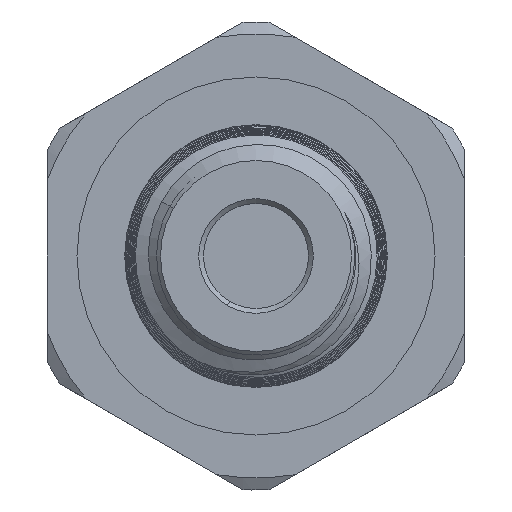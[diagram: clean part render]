
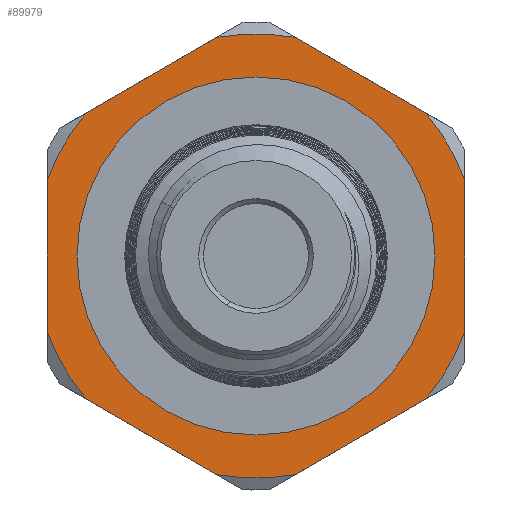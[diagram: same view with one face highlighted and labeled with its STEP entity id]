
A CAD part, left-side view. The second image highlights one B-rep face of the part: STEP entity #89979.
In plain terms, the highlighted planar face has unit normal (-1, 0, 0).
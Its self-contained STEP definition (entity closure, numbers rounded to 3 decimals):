
#31696=DIRECTION('',(0.,-0.866,-0.5));
#31697=VECTOR('',#31696,8.03);
#31698=CARTESIAN_POINT('',(-30.48,-1.469,11.022));
#31699=LINE('',#31698,#31697);
#31700=CARTESIAN_POINT('',(-30.48,0.61,-0.61));
#31701=DIRECTION('',(1.,0.,0.));
#31702=DIRECTION('',(0.,-0.765,0.645));
#31703=AXIS2_PLACEMENT_3D('',#31700,#31701,#31702);
#31705=DIRECTION('',(0.,0.,-1.));
#31706=VECTOR('',#31705,8.03);
#31707=CARTESIAN_POINT('',(-30.48,-10.503,3.405));
#31708=LINE('',#31707,#31706);
#31709=DIRECTION('',(0.,0.866,-0.5));
#31710=VECTOR('',#31709,8.03);
#31711=CARTESIAN_POINT('',(-30.48,-8.424,-8.226));
#31712=LINE('',#31711,#31710);
#31713=CARTESIAN_POINT('',(-30.48,0.61,-0.61));
#31714=DIRECTION('',(1.,0.,0.));
#31715=DIRECTION('',(0.,-0.176,-0.984));
#31716=AXIS2_PLACEMENT_3D('',#31713,#31714,#31715);
#31718=DIRECTION('',(0.,0.866,0.5));
#31719=VECTOR('',#31718,8.03);
#31720=CARTESIAN_POINT('',(-30.48,2.689,-12.241));
#31721=LINE('',#31720,#31719);
#31722=CARTESIAN_POINT('',(-30.48,0.61,-0.61));
#31723=DIRECTION('',(1.,0.,0.));
#31724=DIRECTION('',(0.,0.765,-0.645));
#31725=AXIS2_PLACEMENT_3D('',#31722,#31723,#31724);
#31727=DIRECTION('',(0.,0.,1.));
#31728=VECTOR('',#31727,8.03);
#31729=CARTESIAN_POINT('',(-30.48,11.722,-4.625));
#31730=LINE('',#31729,#31728);
#31731=DIRECTION('',(0.,-0.866,0.5));
#31732=VECTOR('',#31731,8.03);
#31733=CARTESIAN_POINT('',(-30.48,9.643,7.007));
#31734=LINE('',#31733,#31732);
#31735=CARTESIAN_POINT('',(-30.48,0.61,-0.61));
#31736=DIRECTION('',(1.,0.,0.));
#31737=DIRECTION('',(0.,0.176,0.984));
#31738=AXIS2_PLACEMENT_3D('',#31735,#31736,#31737);
#31740=CARTESIAN_POINT('',(-30.48,0.61,-0.61));
#31741=DIRECTION('',(-1.,0.,0.));
#31742=DIRECTION('',(0.,0.866,0.5));
#31743=AXIS2_PLACEMENT_3D('',#31740,#31741,#31742);
#31745=CARTESIAN_POINT('',(-30.48,0.61,-0.61));
#31746=DIRECTION('',(-1.,0.,0.));
#31747=DIRECTION('',(0.,-0.866,-0.5));
#31748=AXIS2_PLACEMENT_3D('',#31745,#31746,#31747);
#31822=CARTESIAN_POINT('',(-30.48,0.61,-0.61));
#31823=DIRECTION('',(-1.,0.,0.));
#31824=DIRECTION('',(0.,0.765,0.645));
#31825=AXIS2_PLACEMENT_3D('',#31822,#31823,#31824);
#31968=CARTESIAN_POINT('',(-30.48,0.61,-0.61));
#31969=DIRECTION('',(-1.,0.,0.));
#31970=DIRECTION('',(0.,-0.765,-0.645));
#31971=AXIS2_PLACEMENT_3D('',#31968,#31969,#31970);
#34603=CARTESIAN_POINT('',(-30.48,8.858,4.153));
#34604=CARTESIAN_POINT('',(-30.48,-7.639,-5.372));
#34605=VERTEX_POINT('',#34603);
#34606=VERTEX_POINT('',#34604);
#34656=CARTESIAN_POINT('',(-30.48,-1.469,11.022));
#34657=CARTESIAN_POINT('',(-30.48,-8.424,7.007));
#34658=VERTEX_POINT('',#34656);
#34659=VERTEX_POINT('',#34657);
#34660=CARTESIAN_POINT('',(-30.48,-10.503,3.405));
#34661=CARTESIAN_POINT('',(-30.48,-10.503,-4.625));
#34662=VERTEX_POINT('',#34660);
#34663=VERTEX_POINT('',#34661);
#34664=CARTESIAN_POINT('',(-30.48,-8.424,-8.226));
#34665=CARTESIAN_POINT('',(-30.48,-1.469,-12.241));
#34666=VERTEX_POINT('',#34664);
#34667=VERTEX_POINT('',#34665);
#34668=CARTESIAN_POINT('',(-30.48,2.689,-12.241));
#34669=CARTESIAN_POINT('',(-30.48,9.643,-8.226));
#34670=VERTEX_POINT('',#34668);
#34671=VERTEX_POINT('',#34669);
#34672=CARTESIAN_POINT('',(-30.48,11.722,-4.625));
#34673=CARTESIAN_POINT('',(-30.48,11.722,3.405));
#34674=VERTEX_POINT('',#34672);
#34675=VERTEX_POINT('',#34673);
#34676=CARTESIAN_POINT('',(-30.48,9.643,7.007));
#34677=CARTESIAN_POINT('',(-30.48,2.689,11.022));
#34678=VERTEX_POINT('',#34676);
#34679=VERTEX_POINT('',#34677);
#89943=CARTESIAN_POINT('',(-30.48,0.61,-0.61));
#89944=DIRECTION('',(1.,0.,0.));
#89945=DIRECTION('',(0.,-0.866,-0.5));
#89946=AXIS2_PLACEMENT_3D('',#89943,#89944,#89945);
#89947=PLANE('',#89946);
#89949=ORIENTED_EDGE('',*,*,#89948,.T.);
#89951=ORIENTED_EDGE('',*,*,#89950,.T.);
#89952=ORIENTED_EDGE('',*,*,#89923,.T.);
#89954=ORIENTED_EDGE('',*,*,#89953,.F.);
#89956=ORIENTED_EDGE('',*,*,#89955,.T.);
#89958=ORIENTED_EDGE('',*,*,#89957,.T.);
#89960=ORIENTED_EDGE('',*,*,#89959,.T.);
#89962=ORIENTED_EDGE('',*,*,#89961,.T.);
#89964=ORIENTED_EDGE('',*,*,#89963,.T.);
#89966=ORIENTED_EDGE('',*,*,#89965,.F.);
#89968=ORIENTED_EDGE('',*,*,#89967,.T.);
#89970=ORIENTED_EDGE('',*,*,#89969,.T.);
#89971=EDGE_LOOP('',(#89949,#89951,#89952,#89954,#89956,#89958,#89960,#89962,
#89964,#89966,#89968,#89970));
#89972=FACE_OUTER_BOUND('',#89971,.F.);
#89974=ORIENTED_EDGE('',*,*,#89973,.T.);
#89976=ORIENTED_EDGE('',*,*,#89975,.T.);
#89977=EDGE_LOOP('',(#89974,#89976));
#89978=FACE_BOUND('',#89977,.F.);
#89979=ADVANCED_FACE('',(#89972,#89978),#89947,.F.);
#31704=CIRCLE('',#31703,11.816);
#31717=CIRCLE('',#31716,11.816);
#31726=CIRCLE('',#31725,11.816);
#31739=CIRCLE('',#31738,11.816);
#31744=CIRCLE('',#31743,9.525);
#31749=CIRCLE('',#31748,9.525);
#31826=CIRCLE('',#31825,11.816);
#31972=CIRCLE('',#31971,11.816);
#89923=EDGE_CURVE('',#34662,#34663,#31708,.T.);
#89948=EDGE_CURVE('',#34658,#34659,#31699,.T.);
#89950=EDGE_CURVE('',#34659,#34662,#31704,.T.);
#89953=EDGE_CURVE('',#34666,#34663,#31972,.T.);
#89955=EDGE_CURVE('',#34666,#34667,#31712,.T.);
#89957=EDGE_CURVE('',#34667,#34670,#31717,.T.);
#89959=EDGE_CURVE('',#34670,#34671,#31721,.T.);
#89961=EDGE_CURVE('',#34671,#34674,#31726,.T.);
#89963=EDGE_CURVE('',#34674,#34675,#31730,.T.);
#89965=EDGE_CURVE('',#34678,#34675,#31826,.T.);
#89967=EDGE_CURVE('',#34678,#34679,#31734,.T.);
#89969=EDGE_CURVE('',#34679,#34658,#31739,.T.);
#89973=EDGE_CURVE('',#34605,#34606,#31744,.T.);
#89975=EDGE_CURVE('',#34606,#34605,#31749,.T.);
